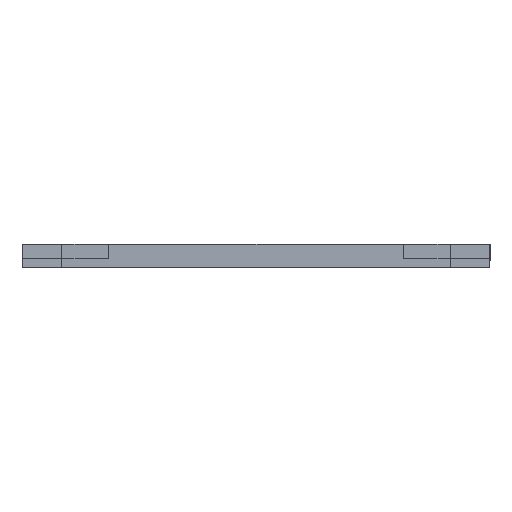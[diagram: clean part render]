
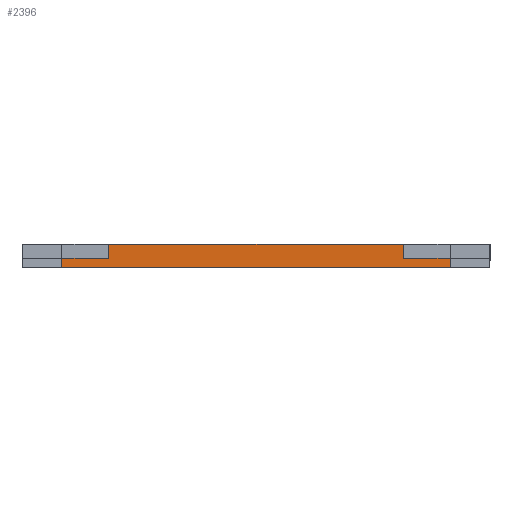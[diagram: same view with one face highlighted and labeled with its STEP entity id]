
A CAD part, front view. The second image highlights one B-rep face of the part: STEP entity #2396.
In plain terms, the highlighted planar face has unit normal (0, -1, 0).
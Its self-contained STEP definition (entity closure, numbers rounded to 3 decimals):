
#155 = VERTEX_POINT ( 'NONE', #2443 ) ;
#196 = VERTEX_POINT ( 'NONE', #1749 ) ;
#309 = CARTESIAN_POINT ( 'NONE',  ( -31.5, -50., 2. ) ) ;
#365 = DIRECTION ( 'NONE',  ( 0., 0., 1. ) ) ;
#380 = VECTOR ( 'NONE', #365, 1000. ) ;
#421 = CARTESIAN_POINT ( 'NONE',  ( -41.5, -50., 10. ) ) ;
#447 = LINE ( 'NONE', #3129, #941 ) ;
#461 = ORIENTED_EDGE ( 'NONE', *, *, #894, .T. ) ;
#515 = ORIENTED_EDGE ( 'NONE', *, *, #2415, .F. ) ;
#526 = CARTESIAN_POINT ( 'NONE',  ( 31.5, -50., 2. ) ) ;
#535 = EDGE_CURVE ( 'NONE', #155, #801, #3249, .T. ) ;
#559 = DIRECTION ( 'NONE',  ( 1., 0., 0. ) ) ;
#609 = LINE ( 'NONE', #1965, #380 ) ;
#734 = VERTEX_POINT ( 'NONE', #526 ) ;
#767 = ORIENTED_EDGE ( 'NONE', *, *, #2224, .T. ) ;
#794 = FACE_OUTER_BOUND ( 'NONE', #1180, .T. ) ;
#801 = VERTEX_POINT ( 'NONE', #309 ) ;
#894 = EDGE_CURVE ( 'NONE', #196, #1188, #2917, .T. ) ;
#895 = DIRECTION ( 'NONE',  ( 1., 0., 0. ) ) ;
#898 = VECTOR ( 'NONE', #895, 1000. ) ;
#914 = CARTESIAN_POINT ( 'NONE',  ( 41.5, -50., 2. ) ) ;
#933 = LINE ( 'NONE', #421, #1092 ) ;
#941 = VECTOR ( 'NONE', #559, 1000. ) ;
#967 = AXIS2_PLACEMENT_3D ( 'NONE', #2895, #2807, #1490 ) ;
#973 = CARTESIAN_POINT ( 'NONE',  ( 0., -50., 2. ) ) ;
#1006 = DIRECTION ( 'NONE',  ( 1., 0., 0. ) ) ;
#1064 = VECTOR ( 'NONE', #2209, 1000. ) ;
#1092 = VECTOR ( 'NONE', #2465, 1000. ) ;
#1180 = EDGE_LOOP ( 'NONE', ( #767, #515, #3392, #1616, #2765, #461, #1206, #1872 ) ) ;
#1188 = VERTEX_POINT ( 'NONE', #1885 ) ;
#1206 = ORIENTED_EDGE ( 'NONE', *, *, #1632, .F. ) ;
#1211 = LINE ( 'NONE', #973, #1882 ) ;
#1324 = EDGE_CURVE ( 'NONE', #155, #196, #933, .T. ) ;
#1363 = EDGE_CURVE ( 'NONE', #801, #3272, #609, .T. ) ;
#1490 = DIRECTION ( 'NONE',  ( -1., 0., 0. ) ) ;
#1560 = DIRECTION ( 'NONE',  ( 1., 0., 0. ) ) ;
#1572 = VERTEX_POINT ( 'NONE', #3187 ) ;
#1616 = ORIENTED_EDGE ( 'NONE', *, *, #535, .F. ) ;
#1632 = EDGE_CURVE ( 'NONE', #2668, #1188, #3122, .T. ) ;
#1734 = CARTESIAN_POINT ( 'NONE',  ( -31.5, -50., 5. ) ) ;
#1749 = CARTESIAN_POINT ( 'NONE',  ( -41.5, -50., 0. ) ) ;
#1821 = EDGE_CURVE ( 'NONE', #734, #2668, #1211, .T. ) ;
#1834 = CARTESIAN_POINT ( 'NONE',  ( 41.5, -50., 5. ) ) ;
#1872 = ORIENTED_EDGE ( 'NONE', *, *, #1821, .F. ) ;
#1879 = CARTESIAN_POINT ( 'NONE',  ( 50., -50., 0. ) ) ;
#1882 = VECTOR ( 'NONE', #1006, 1000. ) ;
#1885 = CARTESIAN_POINT ( 'NONE',  ( 41.5, -50., 0. ) ) ;
#1965 = CARTESIAN_POINT ( 'NONE',  ( -31.5, -50., 2. ) ) ;
#2028 = PLANE ( 'NONE',  #967 ) ;
#2209 = DIRECTION ( 'NONE',  ( 0., 0., 1. ) ) ;
#2224 = EDGE_CURVE ( 'NONE', #734, #1572, #2790, .T. ) ;
#2396 = ADVANCED_FACE ( 'NONE', ( #794 ), #2028, .F. ) ;
#2415 = EDGE_CURVE ( 'NONE', #3272, #1572, #447, .T. ) ;
#2443 = CARTESIAN_POINT ( 'NONE',  ( -41.5, -50., 2. ) ) ;
#2465 = DIRECTION ( 'NONE',  ( 0., 0., -1. ) ) ;
#2544 = VECTOR ( 'NONE', #1560, 1000. ) ;
#2668 = VERTEX_POINT ( 'NONE', #914 ) ;
#2736 = CARTESIAN_POINT ( 'NONE',  ( 31.5, -50., 2. ) ) ;
#2765 = ORIENTED_EDGE ( 'NONE', *, *, #1324, .T. ) ;
#2790 = LINE ( 'NONE', #2736, #1064 ) ;
#2807 = DIRECTION ( 'NONE',  ( 0., 1., 0. ) ) ;
#2895 = CARTESIAN_POINT ( 'NONE',  ( 50., -50., 5. ) ) ;
#2917 = LINE ( 'NONE', #1879, #2544 ) ;
#2941 = VECTOR ( 'NONE', #3140, 1000. ) ;
#3122 = LINE ( 'NONE', #1834, #2941 ) ;
#3129 = CARTESIAN_POINT ( 'NONE',  ( 50., -50., 5. ) ) ;
#3140 = DIRECTION ( 'NONE',  ( 0., 0., -1. ) ) ;
#3187 = CARTESIAN_POINT ( 'NONE',  ( 31.5, -50., 5. ) ) ;
#3249 = LINE ( 'NONE', #3287, #898 ) ;
#3272 = VERTEX_POINT ( 'NONE', #1734 ) ;
#3287 = CARTESIAN_POINT ( 'NONE',  ( 0., -50., 2. ) ) ;
#3392 = ORIENTED_EDGE ( 'NONE', *, *, #1363, .F. ) ;
